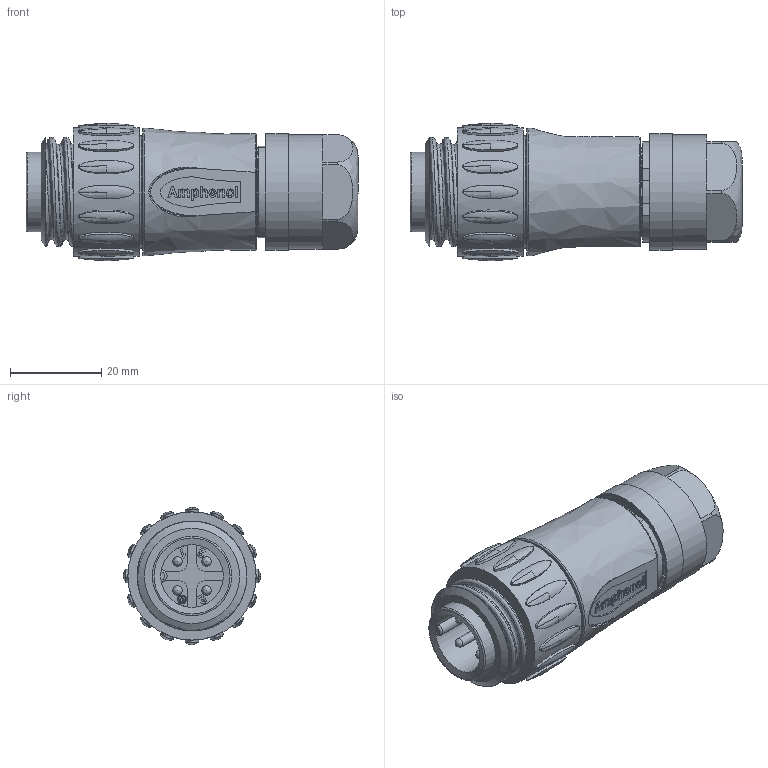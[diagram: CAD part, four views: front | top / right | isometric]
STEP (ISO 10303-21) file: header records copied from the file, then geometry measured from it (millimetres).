
FILE_DESCRIPTION(/* description */ (''),/* implementation_level */ '2;1');
FILE_NAME(/* name */ 'c016 20h003 xxx 1xnxc001-03.stp',/* time_stamp */ '2019-07-08T09:51:50+02:00',/* author */ (''),/* organization */ (''),/* preprocessor_version */ 'ST-DEVELOPER v16.7',/* originating_system */ 'SIEMENS PLM Software NX 12.0',/* authorisation */ '');
FILE_SCHEMA (('AUTOMOTIVE_DESIGN { 1 0 10303 214 3 1 1 1 }'));
Length unit declared in the file: millimetre
Products named in the file (1): c016 20h003 xxx 1xnxc001-03
Bounding box: 72.6 x 30 x 30 mm (x, y, z)
Volume: 33899.5 mm3; surface area: 9187.2 mm2
Topology: 1 solids, 1 shells, 800 faces, 2119 edges, 1363 vertices
Faces by surface type: plane 521, cylinder 168, bspline 89, extrusion 20, cone 2
Full cylindrical faces by diameter (mm): 1.575 x1, 1.95 x1, 2 x4, 2.05 x4, 9 x1, 13.7 x1, 14.5 x1, 17.4 x1, 23 x1, 24 x1, 24.5 x1, 25 x1, 25.5 x1, 28 x1
Entity records: 31116 total; most frequent: CARTESIAN_POINT 12235, ORIENTED_EDGE 4028, DIRECTION 3575, EDGE_CURVE 2014, VECTOR 1423, LINE 1403, VERTEX_POINT 1348, AXIS2_PLACEMENT_3D 1076
